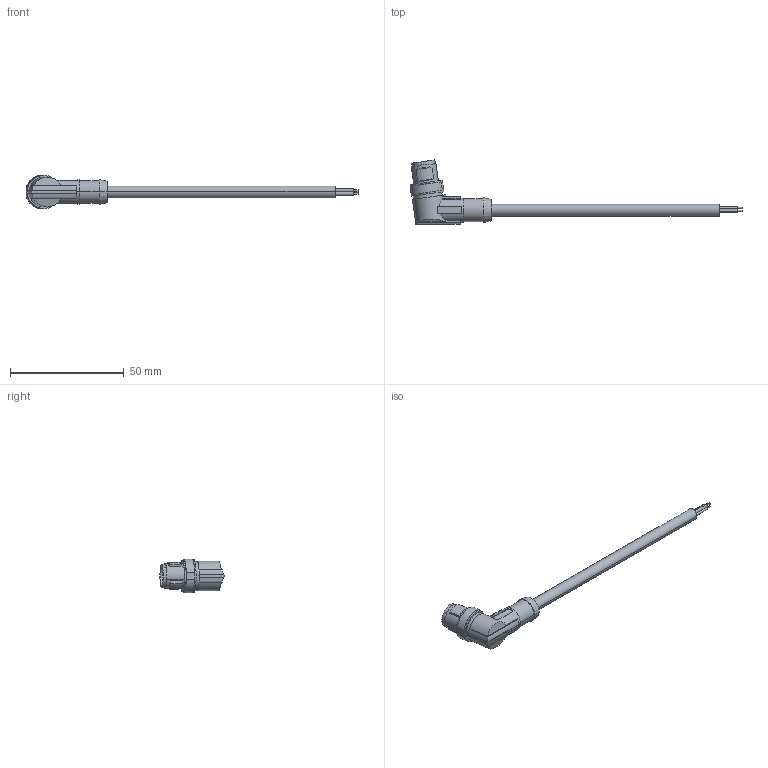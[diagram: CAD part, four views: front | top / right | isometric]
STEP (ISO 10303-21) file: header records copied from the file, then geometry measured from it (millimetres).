
FILE_DESCRIPTION(('SolidDesigner STEP Export'),'2;1');
FILE_NAME('1406315_SAC_3P_MR_2.0_542_SCO_BK-select.stp','2013-09-16T13:22:00',(''),(''),'Creo Elements/Direct Modeling STEP processor for AP214 (Solid Model)','Creo Elements/Direct Modeling 18.1B 29-Sep-2012 (C) Parametric Technology GmbH','');
FILE_SCHEMA(('AUTOMOTIVE_DESIGN { 1 0 10303 214 1 1 1 1 }'));
Length unit declared in the file: millimetre
Products named in the file (1): 1406315_SAC_3P_MR_2.0_542_SCO_BK-select
Bounding box: 145.64 x 28.11 x 14.79 mm (x, y, z)
Volume: 6877.8 mm3; surface area: 4246 mm2
Topology: 1 solids, 1 shells, 154 faces, 392 edges, 259 vertices
Faces by surface type: plane 66, cylinder 60, cone 22, bspline 6
Entity records: 9238 total; most frequent: CARTESIAN_POINT 4383, ORIENTED_EDGE 784, DIRECTION 651, EDGE_CURVE 392, VERTEX_POINT 259, AXIS2_PLACEMENT_3D 234, VECTOR 183, LINE 183
